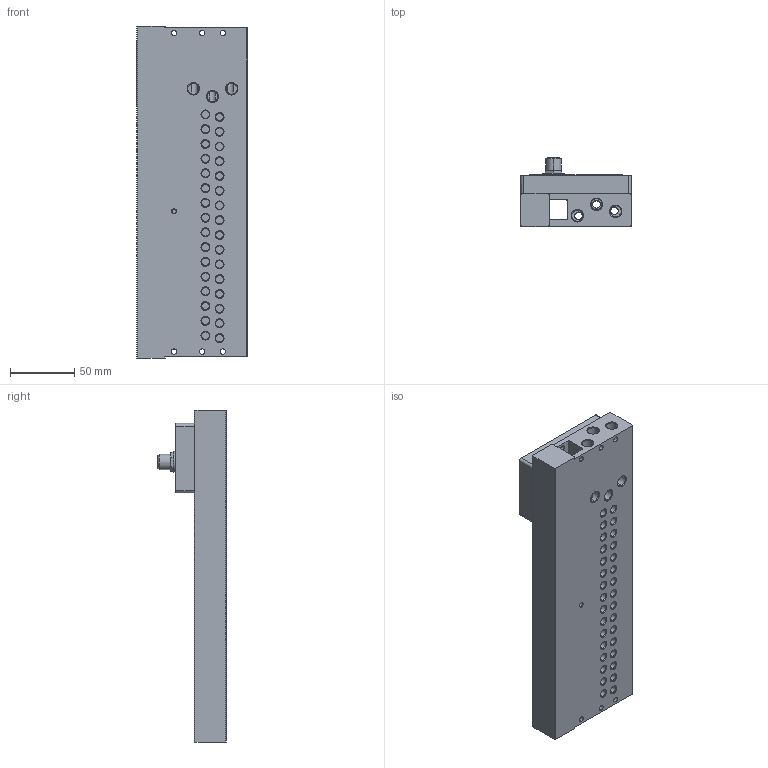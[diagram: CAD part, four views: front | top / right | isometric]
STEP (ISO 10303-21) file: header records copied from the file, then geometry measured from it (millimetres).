
FILE_DESCRIPTION (( 'STEP AP203' ), '1' );
FILE_NAME ('ES1VB-16F-M7LK32.STEP', '2022-07-27T11:37:30', ( '' ), ( '' ), 'SwSTEP 2.0', 'SolidWorks 2022', '' );
FILE_SCHEMA (( 'CONFIG_CONTROL_DESIGN' ));
Length unit declared in the file: millimetre
Products named in the file (1): ES1VB-16F-M7LK32
Bounding box: 86 x 53.6 x 259 mm (x, y, z)
Volume: 530841 mm3; surface area: 103414.8 mm2
Topology: 1 solids, 1 shells, 501 faces, 1152 edges, 736 vertices
Faces by surface type: cylinder 216, cone 152, plane 121, bspline 12
Entity records: 14759 total; most frequent: DIRECTION 2780, CARTESIAN_POINT 2726, ORIENTED_EDGE 2304, AXIS2_PLACEMENT_3D 1162, EDGE_CURVE 1152, VERTEX_POINT 736, CIRCLE 672, EDGE_LOOP 616
